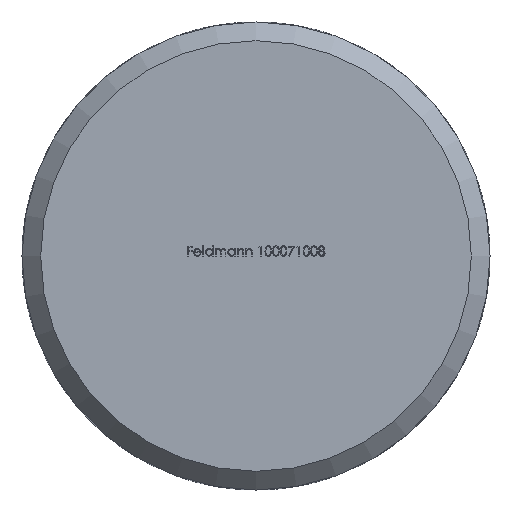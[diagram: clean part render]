
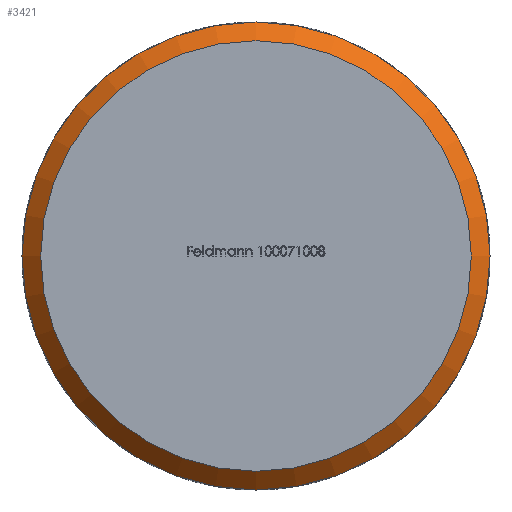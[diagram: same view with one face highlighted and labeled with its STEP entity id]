
A CAD part, front view. The second image highlights one B-rep face of the part: STEP entity #3421.
In plain terms, the highlighted conical face has half-angle 45 degrees and reference radius 12.5 mm.
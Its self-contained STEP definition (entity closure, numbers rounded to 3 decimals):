
#547 = CARTESIAN_POINT ( 'NONE',  ( 0., 1., 12.5 ) ) ;
#702 = DIRECTION ( 'NONE',  ( 0., 1., 0. ) ) ;
#1045 = EDGE_CURVE ( 'NONE', #2440, #2440, #11094, .T. ) ;
#1760 = DIRECTION ( 'NONE',  ( 0., 1., 0. ) ) ;
#1905 = VERTEX_POINT ( 'NONE', #12837 ) ;
#2440 = VERTEX_POINT ( 'NONE', #547 ) ;
#3052 = DIRECTION ( 'NONE',  ( 0., 0., 1. ) ) ;
#3421 = ADVANCED_FACE ( 'NONE', ( #15187, #6770 ), #10517, .T. ) ;
#4734 = DIRECTION ( 'NONE',  ( 0., 0., 1. ) ) ;
#6770 = FACE_OUTER_BOUND ( 'NONE', #9278, .T. ) ;
#7068 = AXIS2_PLACEMENT_3D ( 'NONE', #12461, #1760, #3052 ) ;
#7268 = CARTESIAN_POINT ( 'NONE',  ( 0., 0., 0. ) ) ;
#9278 = EDGE_LOOP ( 'NONE', ( #11481 ) ) ;
#10021 = CIRCLE ( 'NONE', #10078, 11.5 ) ;
#10078 = AXIS2_PLACEMENT_3D ( 'NONE', #7268, #10799, #4734 ) ;
#10517 = CONICAL_SURFACE ( 'NONE', #7068, 12.5, 0.785 ) ;
#10799 = DIRECTION ( 'NONE',  ( 0., -1., 0. ) ) ;
#11094 = CIRCLE ( 'NONE', #14860, 12.5 ) ;
#11481 = ORIENTED_EDGE ( 'NONE', *, *, #1045, .F. ) ;
#11555 = CARTESIAN_POINT ( 'NONE',  ( 0., 1., 0. ) ) ;
#11636 = EDGE_LOOP ( 'NONE', ( #13845 ) ) ;
#12461 = CARTESIAN_POINT ( 'NONE',  ( 0., 1., 0. ) ) ;
#12722 = DIRECTION ( 'NONE',  ( 0., 0., 1. ) ) ;
#12837 = CARTESIAN_POINT ( 'NONE',  ( 0., 0., 11.5 ) ) ;
#13578 = EDGE_CURVE ( 'NONE', #1905, #1905, #10021, .T. ) ;
#13845 = ORIENTED_EDGE ( 'NONE', *, *, #13578, .F. ) ;
#14860 = AXIS2_PLACEMENT_3D ( 'NONE', #11555, #702, #12722 ) ;
#15187 = FACE_BOUND ( 'NONE', #11636, .T. ) ;
